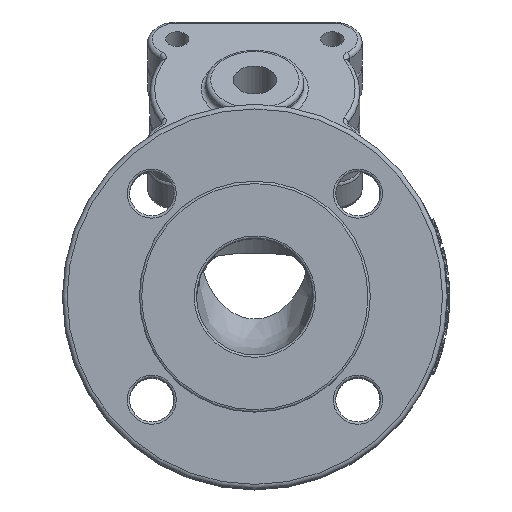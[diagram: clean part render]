
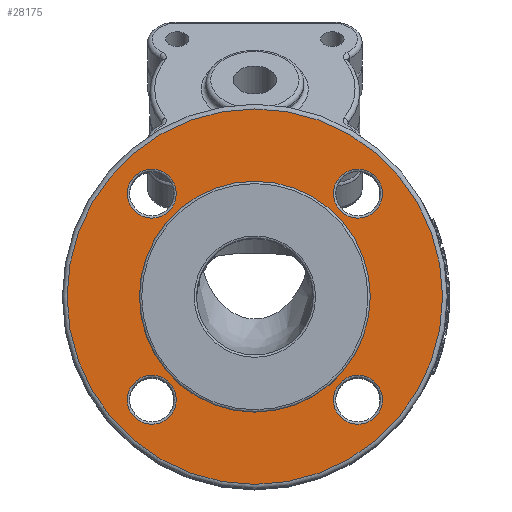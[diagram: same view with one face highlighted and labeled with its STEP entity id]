
A CAD part, top view. The second image highlights one B-rep face of the part: STEP entity #28175.
In plain terms, the highlighted planar face has unit normal (0, 0, 1).
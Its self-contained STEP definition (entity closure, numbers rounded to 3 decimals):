
#6402=FACE_BOUND('',#9462,.T.);
#6403=FACE_BOUND('',#9463,.T.);
#6404=FACE_BOUND('',#9464,.T.);
#6405=FACE_BOUND('',#9465,.T.);
#6406=FACE_BOUND('',#9466,.T.);
#7821=FACE_OUTER_BOUND('',#9461,.T.);
#9461=EDGE_LOOP('',(#24228));
#9462=EDGE_LOOP('',(#24229));
#9463=EDGE_LOOP('',(#24230));
#9464=EDGE_LOOP('',(#24231));
#9465=EDGE_LOOP('',(#24232));
#9466=EDGE_LOOP('',(#24233));
#10085=CIRCLE('',#29346,10.5);
#10086=CIRCLE('',#29348,80.5);
#10087=CIRCLE('',#29349,10.5);
#10088=CIRCLE('',#29350,10.5);
#10089=CIRCLE('',#29351,49.5);
#10090=CIRCLE('',#29352,10.5);
#12734=VERTEX_POINT('',#61936);
#12735=VERTEX_POINT('',#61939);
#12736=VERTEX_POINT('',#61941);
#12737=VERTEX_POINT('',#61943);
#12738=VERTEX_POINT('',#61945);
#12739=VERTEX_POINT('',#61947);
#16606=EDGE_CURVE('',#12734,#12734,#10085,.T.);
#16607=EDGE_CURVE('',#12735,#12735,#10086,.T.);
#16608=EDGE_CURVE('',#12736,#12736,#10087,.T.);
#16609=EDGE_CURVE('',#12737,#12737,#10088,.T.);
#16610=EDGE_CURVE('',#12738,#12738,#10089,.T.);
#16611=EDGE_CURVE('',#12739,#12739,#10090,.T.);
#24228=ORIENTED_EDGE('',*,*,#16607,.F.);
#24229=ORIENTED_EDGE('',*,*,#16608,.F.);
#24230=ORIENTED_EDGE('',*,*,#16609,.F.);
#24231=ORIENTED_EDGE('',*,*,#16610,.F.);
#24232=ORIENTED_EDGE('',*,*,#16611,.F.);
#24233=ORIENTED_EDGE('',*,*,#16606,.F.);
#25292=PLANE('',#29347);
#28175=ADVANCED_FACE('',(#7821,#6402,#6403,#6404,#6405,#6406),#25292,.T.);
#29346=AXIS2_PLACEMENT_3D('',#61937,#33516,#33517);
#29347=AXIS2_PLACEMENT_3D('',#61938,#33518,#33519);
#29348=AXIS2_PLACEMENT_3D('',#61940,#33520,#33521);
#29349=AXIS2_PLACEMENT_3D('',#61942,#33522,#33523);
#29350=AXIS2_PLACEMENT_3D('',#61944,#33524,#33525);
#29351=AXIS2_PLACEMENT_3D('',#61946,#33526,#33527);
#29352=AXIS2_PLACEMENT_3D('',#61948,#33528,#33529);
#33516=DIRECTION('center_axis',(0.,0.,1.));
#33517=DIRECTION('ref_axis',(0.,1.,0.));
#33518=DIRECTION('center_axis',(0.,0.,1.));
#33519=DIRECTION('ref_axis',(1.,0.,0.));
#33520=DIRECTION('center_axis',(0.,0.,-1.));
#33521=DIRECTION('ref_axis',(-1.,0.,0.));
#33522=DIRECTION('center_axis',(0.,0.,1.));
#33523=DIRECTION('ref_axis',(-1.,0.,0.));
#33524=DIRECTION('center_axis',(0.,0.,1.));
#33525=DIRECTION('ref_axis',(1.,0.,0.));
#33526=DIRECTION('center_axis',(0.,0.,1.));
#33527=DIRECTION('ref_axis',(-1.,0.,0.));
#33528=DIRECTION('center_axis',(0.,0.,1.));
#33529=DIRECTION('ref_axis',(0.,-1.,0.));
#61936=CARTESIAN_POINT('',(-44.194,-54.694,227.));
#61937=CARTESIAN_POINT('Origin',(-44.194,-44.194,227.));
#61938=CARTESIAN_POINT('Origin',(0.,0.,
227.));
#61939=CARTESIAN_POINT('',(80.5,0.,227.));
#61940=CARTESIAN_POINT('Origin',(0.,0.,227.));
#61941=CARTESIAN_POINT('',(54.694,-44.194,227.));
#61942=CARTESIAN_POINT('Origin',(44.194,-44.194,227.));
#61943=CARTESIAN_POINT('',(-54.694,44.194,227.));
#61944=CARTESIAN_POINT('Origin',(-44.194,44.194,227.));
#61945=CARTESIAN_POINT('',(49.5,0.,227.));
#61946=CARTESIAN_POINT('Origin',(0.,0.,227.));
#61947=CARTESIAN_POINT('',(44.194,54.694,227.));
#61948=CARTESIAN_POINT('Origin',(44.194,44.194,227.));
